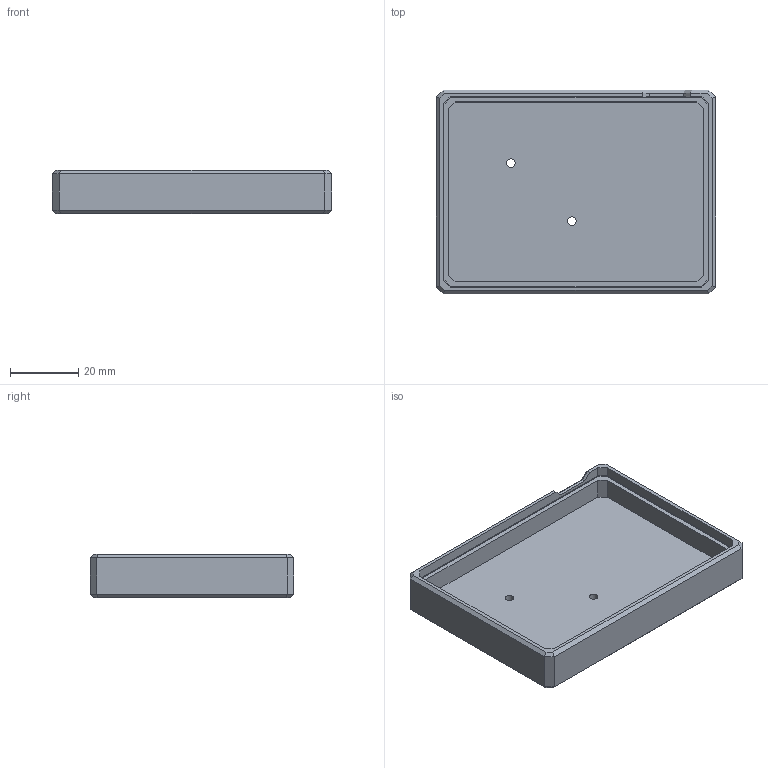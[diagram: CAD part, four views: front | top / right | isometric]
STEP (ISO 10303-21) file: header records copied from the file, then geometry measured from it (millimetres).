
FILE_DESCRIPTION(/* description */ (''),/* implementation_level */ '2;1');
FILE_NAME(/* name */ 'Case step.step',/* time_stamp */ '2025-10-04T15:20:55+02:00',/* author */ (''),/* organization */ (''),/* preprocessor_version */ 'ST-DEVELOPER v20.1',/* originating_system */ 'Autodesk Translation Framework v14.17.0.0',/* authorisation */ '');
FILE_SCHEMA (('AUTOMOTIVE_DESIGN { 1 0 10303 214 3 1 1 }'));
Length unit declared in the file: millimetre
Products named in the file (1): Choc-Corne-Plate
Bounding box: 81.91 x 59.8 x 12.8 mm (x, y, z)
Volume: 25479.5 mm3; surface area: 15337.8 mm2
Topology: 1 solids, 1 shells, 92 faces, 223 edges, 142 vertices
Faces by surface type: plane 88, cylinder 4
Full cylindrical faces by diameter (mm): 2.5 x2, 4.5 x2
Entity records: 2652 total; most frequent: CARTESIAN_POINT 458, ORIENTED_EDGE 446, DIRECTION 417, EDGE_CURVE 223, LINE 215, VECTOR 215, VERTEX_POINT 142, EDGE_LOOP 105
